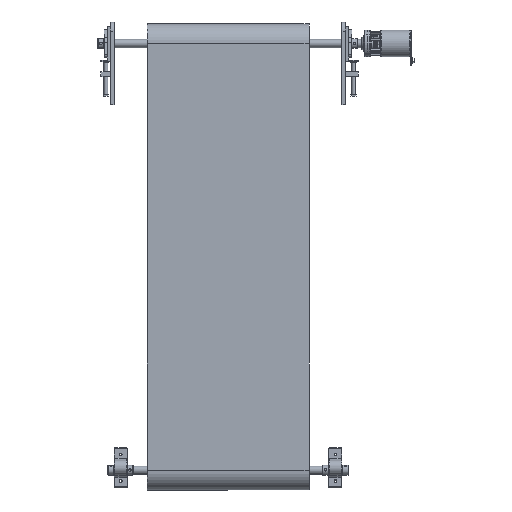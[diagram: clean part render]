
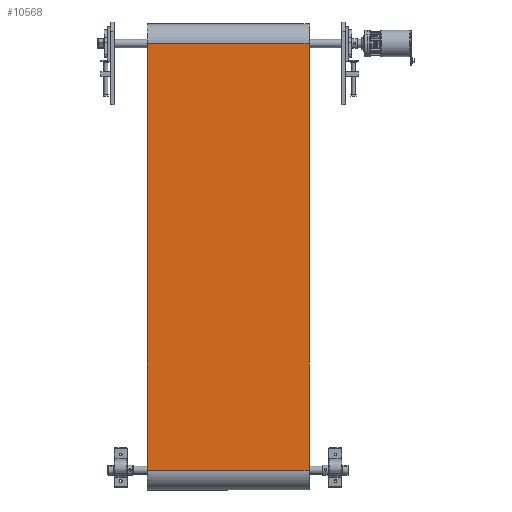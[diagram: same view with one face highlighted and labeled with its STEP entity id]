
A CAD part, front view. The second image highlights one B-rep face of the part: STEP entity #10568.
In plain terms, the highlighted planar face has unit normal (0, -1, 0).
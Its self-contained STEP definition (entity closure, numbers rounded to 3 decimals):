
#446=PLANE('',#11642);
#958=LINE('',#18066,#1679);
#970=LINE('',#18100,#1691);
#971=LINE('',#18103,#1692);
#972=LINE('',#18104,#1693);
#1679=VECTOR('',#14050,4.);
#1691=VECTOR('',#14084,4.);
#1692=VECTOR('',#14087,4.);
#1693=VECTOR('',#14088,4.);
#2645=FACE_OUTER_BOUND('',#3423,.T.);
#3423=EDGE_LOOP('',(#8423,#8424,#8425,#8426));
#4930=VERTEX_POINT('',#18059);
#4933=VERTEX_POINT('',#18064);
#4944=VERTEX_POINT('',#18098);
#4945=VERTEX_POINT('',#18102);
#6147=EDGE_CURVE('',#4933,#4930,#958,.T.);
#6164=EDGE_CURVE('',#4933,#4944,#970,.T.);
#6165=EDGE_CURVE('',#4945,#4944,#971,.T.);
#6166=EDGE_CURVE('',#4930,#4945,#972,.T.);
#8423=ORIENTED_EDGE('',*,*,#6164,.T.);
#8424=ORIENTED_EDGE('',*,*,#6165,.F.);
#8425=ORIENTED_EDGE('',*,*,#6166,.F.);
#8426=ORIENTED_EDGE('',*,*,#6147,.F.);
#10568=ADVANCED_FACE('',(#2645),#446,.T.);
#11642=AXIS2_PLACEMENT_3D('',#18101,#14085,#14086);
#14050=DIRECTION('',(0.,0.,-1.));
#14084=DIRECTION('',(-1.,0.,0.));
#14085=DIRECTION('center_axis',(0.,-1.,0.));
#14086=DIRECTION('ref_axis',(0.,0.,
1.));
#14087=DIRECTION('',(0.,0.,1.));
#14088=DIRECTION('',(-1.,0.,0.));
#18059=CARTESIAN_POINT('',(-361.378,-138.985,54.329));
#18064=CARTESIAN_POINT('',(-361.378,-138.985,570.809));
#18066=CARTESIAN_POINT('',(-361.378,-138.985,54.329));
#18098=CARTESIAN_POINT('',(-557.218,-138.985,570.809));
#18100=CARTESIAN_POINT('',(-459.298,-138.985,570.809));
#18101=CARTESIAN_POINT('Origin',(-459.298,-138.985,54.329));
#18102=CARTESIAN_POINT('',(-557.218,-138.985,54.329));
#18103=CARTESIAN_POINT('',(-557.218,-138.985,54.329));
#18104=CARTESIAN_POINT('',(-459.298,-138.985,54.329));
